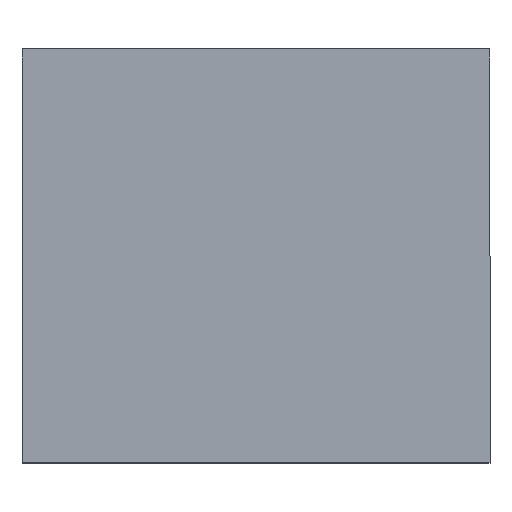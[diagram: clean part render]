
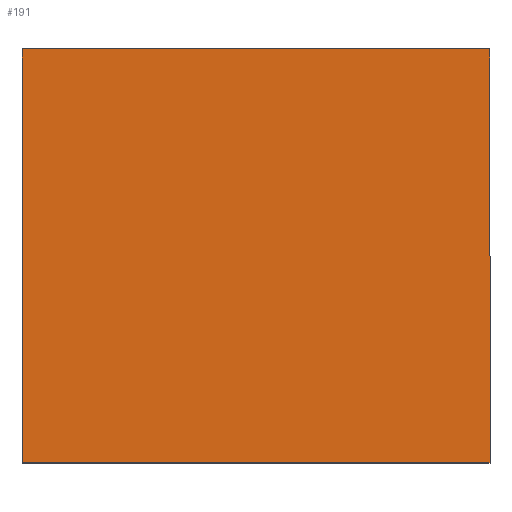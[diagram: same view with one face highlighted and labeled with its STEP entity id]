
A CAD part, top view. The second image highlights one B-rep face of the part: STEP entity #191.
In plain terms, the highlighted planar face has unit normal (0, 0, 1).
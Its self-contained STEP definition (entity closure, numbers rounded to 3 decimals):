
#1 = LINE ( 'NONE', #194, #195 ) ;
#7 = ORIENTED_EDGE ( 'NONE', *, *, #90, .T. ) ;
#16 = LINE ( 'NONE', #115, #145 ) ;
#19 = CARTESIAN_POINT ( 'NONE',  ( -6.5, 5.75, 0.7 ) ) ;
#20 = DIRECTION ( 'NONE',  ( 0., -1., 0. ) ) ;
#22 = CARTESIAN_POINT ( 'NONE',  ( -6.5, -5.75, 0.7 ) ) ;
#32 = VECTOR ( 'NONE', #20, 1000. ) ;
#41 = LINE ( 'NONE', #19, #32 ) ;
#48 = VERTEX_POINT ( 'NONE', #159 ) ;
#53 = ORIENTED_EDGE ( 'NONE', *, *, #93, .T. ) ;
#57 = DIRECTION ( 'NONE',  ( 0., 0., 1. ) ) ;
#58 = FACE_OUTER_BOUND ( 'NONE', #199, .T. ) ;
#63 = CARTESIAN_POINT ( 'NONE',  ( 6.5, -5.75, 0.7 ) ) ;
#72 = CARTESIAN_POINT ( 'NONE',  ( 0., 0., 0.7 ) ) ;
#75 = ORIENTED_EDGE ( 'NONE', *, *, #116, .T. ) ;
#76 = DIRECTION ( 'NONE',  ( 1., 0., 0. ) ) ;
#90 = EDGE_CURVE ( 'NONE', #98, #201, #41, .T. ) ;
#93 = EDGE_CURVE ( 'NONE', #48, #98, #1, .T. ) ;
#94 = VECTOR ( 'NONE', #152, 1000. ) ;
#95 = CARTESIAN_POINT ( 'NONE',  ( -6.5, -5.75, 0.7 ) ) ;
#98 = VERTEX_POINT ( 'NONE', #118 ) ;
#113 = ORIENTED_EDGE ( 'NONE', *, *, #126, .T. ) ;
#114 = AXIS2_PLACEMENT_3D ( 'NONE', #72, #57, #76 ) ;
#115 = CARTESIAN_POINT ( 'NONE',  ( 6.5, 5.75, 0.7 ) ) ;
#116 = EDGE_CURVE ( 'NONE', #201, #124, #153, .T. ) ;
#118 = CARTESIAN_POINT ( 'NONE',  ( -6.5, 5.75, 0.7 ) ) ;
#124 = VERTEX_POINT ( 'NONE', #63 ) ;
#126 = EDGE_CURVE ( 'NONE', #124, #48, #16, .T. ) ;
#145 = VECTOR ( 'NONE', #198, 1000. ) ;
#152 = DIRECTION ( 'NONE',  ( 1., 0., 0. ) ) ;
#153 = LINE ( 'NONE', #22, #94 ) ;
#154 = PLANE ( 'NONE',  #114 ) ;
#159 = CARTESIAN_POINT ( 'NONE',  ( 6.5, 5.75, 0.7 ) ) ;
#161 = DIRECTION ( 'NONE',  ( -1., 0., 0. ) ) ;
#191 = ADVANCED_FACE ( 'NONE', ( #58 ), #154, .T. ) ;
#194 = CARTESIAN_POINT ( 'NONE',  ( -6.5, 5.75, 0.7 ) ) ;
#195 = VECTOR ( 'NONE', #161, 1000. ) ;
#198 = DIRECTION ( 'NONE',  ( 0., 1., 0. ) ) ;
#199 = EDGE_LOOP ( 'NONE', ( #113, #53, #7, #75 ) ) ;
#201 = VERTEX_POINT ( 'NONE', #95 ) ;
